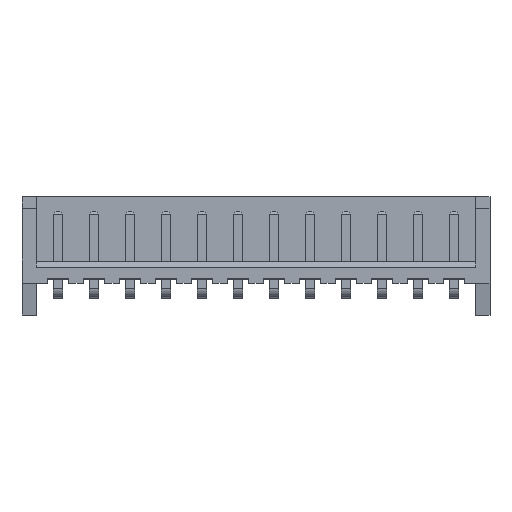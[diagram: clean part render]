
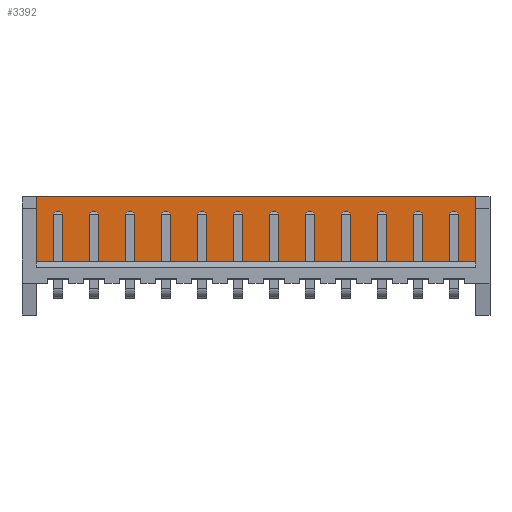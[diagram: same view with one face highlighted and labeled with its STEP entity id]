
A CAD part, top view. The second image highlights one B-rep face of the part: STEP entity #3392.
In plain terms, the highlighted planar face has unit normal (0, 0, 1).
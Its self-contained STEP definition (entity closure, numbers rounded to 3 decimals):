
#70 = PLANE('',#71);
#71 = AXIS2_PLACEMENT_3D('',#72,#73,#74);
#72 = CARTESIAN_POINT('',(-2.5,6.7,2.2));
#73 = DIRECTION('',(0.,-1.,0.));
#74 = DIRECTION('',(0.,0.,-1.));
#124 = PLANE('',#125);
#125 = AXIS2_PLACEMENT_3D('',#126,#127,#128);
#126 = CARTESIAN_POINT('',(29.,2.2,2.6));
#127 = DIRECTION('',(0.,-1.,0.));
#128 = DIRECTION('',(-1.,0.,0.));
#470 = VERTEX_POINT('',#471);
#471 = CARTESIAN_POINT('',(-2.05,2.2,0.85));
#485 = PLANE('',#486);
#486 = AXIS2_PLACEMENT_3D('',#487,#488,#489);
#487 = CARTESIAN_POINT('',(-2.05,6.7,0.85));
#488 = DIRECTION('',(-1.,0.,0.));
#489 = DIRECTION('',(0.,0.,1.));
#497 = EDGE_CURVE('',#498,#470,#500,.T.);
#498 = VERTEX_POINT('',#499);
#499 = CARTESIAN_POINT('',(29.55,2.2,0.85));
#500 = SURFACE_CURVE('',#501,(#505,#512),.PCURVE_S1.);
#501 = LINE('',#502,#503);
#502 = CARTESIAN_POINT('',(29.55,2.2,0.85));
#503 = VECTOR('',#504,1.);
#504 = DIRECTION('',(-1.,0.,0.));
#505 = PCURVE('',#124,#506);
#506 = DEFINITIONAL_REPRESENTATION('',(#507),#511);
#507 = LINE('',#508,#509);
#508 = CARTESIAN_POINT('',(-0.55,1.75));
#509 = VECTOR('',#510,1.);
#510 = DIRECTION('',(1.,0.));
#511 = ( GEOMETRIC_REPRESENTATION_CONTEXT(2)
PARAMETRIC_REPRESENTATION_CONTEXT() REPRESENTATION_CONTEXT('2D SPACE',''
) );
#512 = PCURVE('',#513,#518);
#513 = PLANE('',#514);
#514 = AXIS2_PLACEMENT_3D('',#515,#516,#517);
#515 = CARTESIAN_POINT('',(29.55,6.7,0.85));
#516 = DIRECTION('',(0.,0.,-1.));
#517 = DIRECTION('',(-1.,0.,0.));
#518 = DEFINITIONAL_REPRESENTATION('',(#519),#523);
#519 = LINE('',#520,#521);
#520 = CARTESIAN_POINT('',(0.,-4.5));
#521 = VECTOR('',#522,1.);
#522 = DIRECTION('',(1.,0.));
#523 = ( GEOMETRIC_REPRESENTATION_CONTEXT(2)
PARAMETRIC_REPRESENTATION_CONTEXT() REPRESENTATION_CONTEXT('2D SPACE',''
) );
#541 = PLANE('',#542);
#542 = AXIS2_PLACEMENT_3D('',#543,#544,#545);
#543 = CARTESIAN_POINT('',(29.55,6.7,1.35));
#544 = DIRECTION('',(1.,0.,0.));
#545 = DIRECTION('',(0.,0.,-1.));
#2268 = VERTEX_POINT('',#2269);
#2269 = CARTESIAN_POINT('',(-2.05,6.7,0.85));
#2290 = EDGE_CURVE('',#2291,#2268,#2293,.T.);
#2291 = VERTEX_POINT('',#2292);
#2292 = CARTESIAN_POINT('',(29.55,6.7,0.85));
#2293 = SURFACE_CURVE('',#2294,(#2298,#2305),.PCURVE_S1.);
#2294 = LINE('',#2295,#2296);
#2295 = CARTESIAN_POINT('',(29.55,6.7,0.85));
#2296 = VECTOR('',#2297,1.);
#2297 = DIRECTION('',(-1.,0.,0.));
#2298 = PCURVE('',#70,#2299);
#2299 = DEFINITIONAL_REPRESENTATION('',(#2300),#2304);
#2300 = LINE('',#2301,#2302);
#2301 = CARTESIAN_POINT('',(1.35,32.05));
#2302 = VECTOR('',#2303,1.);
#2303 = DIRECTION('',(0.,-1.));
#2304 = ( GEOMETRIC_REPRESENTATION_CONTEXT(2)
PARAMETRIC_REPRESENTATION_CONTEXT() REPRESENTATION_CONTEXT('2D SPACE',''
) );
#2305 = PCURVE('',#513,#2306);
#2306 = DEFINITIONAL_REPRESENTATION('',(#2307),#2311);
#2307 = LINE('',#2308,#2309);
#2308 = CARTESIAN_POINT('',(0.,0.));
#2309 = VECTOR('',#2310,1.);
#2310 = DIRECTION('',(1.,0.));
#2311 = ( GEOMETRIC_REPRESENTATION_CONTEXT(2)
PARAMETRIC_REPRESENTATION_CONTEXT() REPRESENTATION_CONTEXT('2D SPACE',''
) );
#3346 = EDGE_CURVE('',#2291,#498,#3347,.T.);
#3347 = SURFACE_CURVE('',#3348,(#3352,#3359),.PCURVE_S1.);
#3348 = LINE('',#3349,#3350);
#3349 = CARTESIAN_POINT('',(29.55,6.7,0.85));
#3350 = VECTOR('',#3351,1.);
#3351 = DIRECTION('',(0.,-1.,0.));
#3352 = PCURVE('',#541,#3353);
#3353 = DEFINITIONAL_REPRESENTATION('',(#3354),#3358);
#3354 = LINE('',#3355,#3356);
#3355 = CARTESIAN_POINT('',(0.5,0.));
#3356 = VECTOR('',#3357,1.);
#3357 = DIRECTION('',(0.,-1.));
#3358 = ( GEOMETRIC_REPRESENTATION_CONTEXT(2)
PARAMETRIC_REPRESENTATION_CONTEXT() REPRESENTATION_CONTEXT('2D SPACE',''
) );
#3359 = PCURVE('',#513,#3360);
#3360 = DEFINITIONAL_REPRESENTATION('',(#3361),#3365);
#3361 = LINE('',#3362,#3363);
#3362 = CARTESIAN_POINT('',(0.,0.));
#3363 = VECTOR('',#3364,1.);
#3364 = DIRECTION('',(0.,-1.));
#3365 = ( GEOMETRIC_REPRESENTATION_CONTEXT(2)
PARAMETRIC_REPRESENTATION_CONTEXT() REPRESENTATION_CONTEXT('2D SPACE',''
) );
#3392 = ADVANCED_FACE('',(#3393),#513,.F.);
#3393 = FACE_BOUND('',#3394,.F.);
#3394 = EDGE_LOOP('',(#3395,#3396,#3397,#3418));
#3395 = ORIENTED_EDGE('',*,*,#3346,.T.);
#3396 = ORIENTED_EDGE('',*,*,#497,.T.);
#3397 = ORIENTED_EDGE('',*,*,#3398,.F.);
#3398 = EDGE_CURVE('',#2268,#470,#3399,.T.);
#3399 = SURFACE_CURVE('',#3400,(#3404,#3411),.PCURVE_S1.);
#3400 = LINE('',#3401,#3402);
#3401 = CARTESIAN_POINT('',(-2.05,6.7,0.85));
#3402 = VECTOR('',#3403,1.);
#3403 = DIRECTION('',(0.,-1.,0.));
#3404 = PCURVE('',#513,#3405);
#3405 = DEFINITIONAL_REPRESENTATION('',(#3406),#3410);
#3406 = LINE('',#3407,#3408);
#3407 = CARTESIAN_POINT('',(31.6,0.));
#3408 = VECTOR('',#3409,1.);
#3409 = DIRECTION('',(0.,-1.));
#3410 = ( GEOMETRIC_REPRESENTATION_CONTEXT(2)
PARAMETRIC_REPRESENTATION_CONTEXT() REPRESENTATION_CONTEXT('2D SPACE',''
) );
#3411 = PCURVE('',#485,#3412);
#3412 = DEFINITIONAL_REPRESENTATION('',(#3413),#3417);
#3413 = LINE('',#3414,#3415);
#3414 = CARTESIAN_POINT('',(0.,0.));
#3415 = VECTOR('',#3416,1.);
#3416 = DIRECTION('',(0.,-1.));
#3417 = ( GEOMETRIC_REPRESENTATION_CONTEXT(2)
PARAMETRIC_REPRESENTATION_CONTEXT() REPRESENTATION_CONTEXT('2D SPACE',''
) );
#3418 = ORIENTED_EDGE('',*,*,#2290,.F.);
